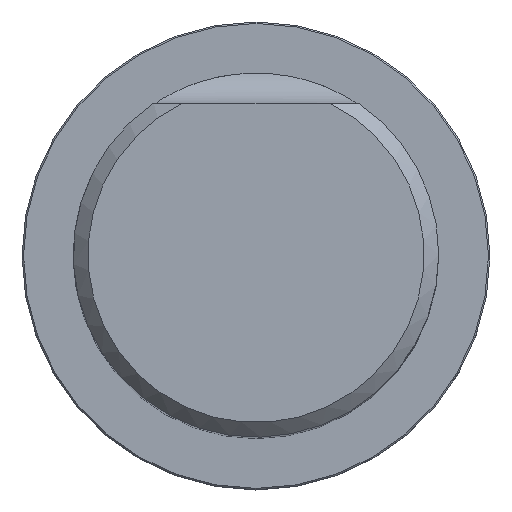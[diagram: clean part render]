
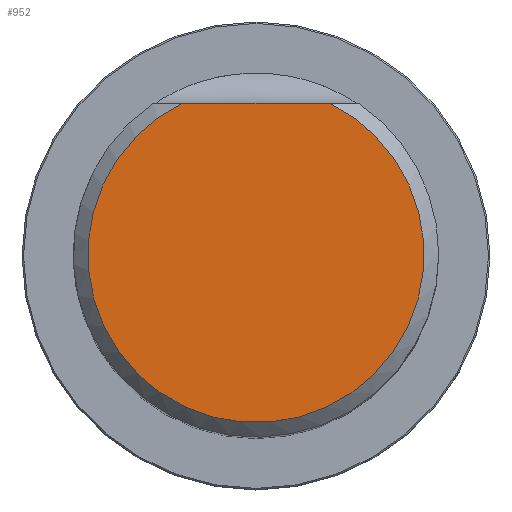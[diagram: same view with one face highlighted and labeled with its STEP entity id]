
A CAD part, top view. The second image highlights one B-rep face of the part: STEP entity #952.
In plain terms, the highlighted planar face has unit normal (0, 0, 1).
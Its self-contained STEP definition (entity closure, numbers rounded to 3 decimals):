
#290=PLANE('',#4969);
#427=LINE('',#7199,#664);
#664=VECTOR('',#5570,1.);
#952=ADVANCED_FACE('CU_SU_1',(#1286),#290,.T.);
#1286=FACE_OUTER_BOUND('',#1524,.T.);
#1524=EDGE_LOOP('',(#2233,#2234));
#1946=CIRCLE('',#4968,11.497);
#2233=ORIENTED_EDGE('',*,*,#3998,.F.);
#2234=ORIENTED_EDGE('',*,*,#3999,.F.);
#3515=VERTEX_POINT('',#7197);
#3516=VERTEX_POINT('',#7198);
#3998=EDGE_CURVE('',#3515,#3516,#1946,.T.);
#3999=EDGE_CURVE('',#3516,#3515,#427,.T.);
#4968=AXIS2_PLACEMENT_3D('',#7196,#5568,#5569);
#4969=AXIS2_PLACEMENT_3D('',#7200,#5571,#5572);
#5568=DIRECTION('',(0.,0.,-1.));
#5569=DIRECTION('',(1.,0.,0.));
#5570=DIRECTION('',(1.,0.,0.));
#5571=DIRECTION('',(0.,0.,1.));
#5572=DIRECTION('',(1.,0.,0.));
#7196=CARTESIAN_POINT('',(0.,0.,56.));
#7197=CARTESIAN_POINT('',(4.999,10.353,56.));
#7198=CARTESIAN_POINT('',(-4.999,10.353,56.));
#7199=CARTESIAN_POINT('',(-50.,10.353,56.));
#7200=CARTESIAN_POINT('',(0.,0.,56.));
